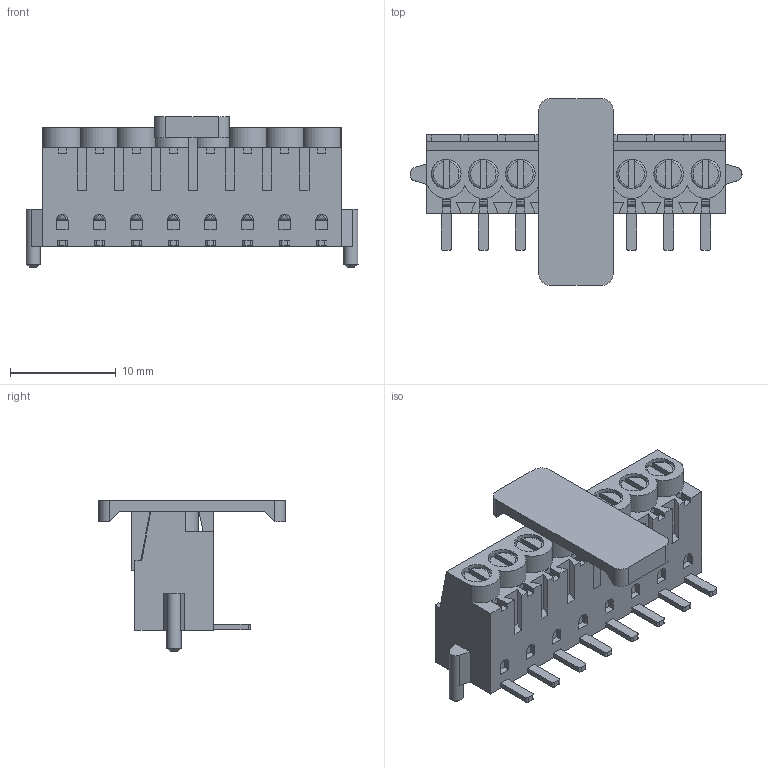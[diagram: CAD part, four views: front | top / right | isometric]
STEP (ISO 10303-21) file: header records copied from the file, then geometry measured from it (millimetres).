
FILE_DESCRIPTION(/* description */ ('Unknown'),/* implementation_level */ '2;1');
FILE_NAME(/* name */ '691508110308',/* time_stamp */ '2016-02-24T16:41:13+01:00',/* author */ ('Unknown'),/* organization */ ('Unknown'),/* preprocessor_version */ 'ST-DEVELOPER v16',/* originating_system */ 'DEX',/* authorisation */ $);
FILE_SCHEMA (('AUTOMOTIVE_DESIGN {1 0 10303 214 3 1 1}'));
Length unit declared in the file: millimetre
Products named in the file (6): 6915081103xx; 691508110008; 6915081100xx_CAGE; 6915081100xx_PIN; 6915081100xx_VIS; CAP Pair
Assembly tree (26 placements, depth 2):
  6915081103xx
    691508110008
    6915081100xx_CAGE  x8
    6915081100xx_PIN  x8
    6915081100xx_VIS  x8
    CAP Pair
Bounding box: 31.35 x 17.6 x 14.25 mm (x, y, z)
Volume: 1569.5 mm3; surface area: 4846.9 mm2
Topology: 26 solids, 26 shells, 1002 faces, 2710 edges, 1770 vertices
Faces by surface type: plane 746, cylinder 222, torus 24, cone 10
Full cylindrical faces by diameter (mm): 1.35 x2, 1.65 x8, 1.9 x8, 2 x8, 2.8 x16
Entity records: 18045 total; most frequent: CARTESIAN_POINT 3266, ORIENTED_EDGE 3094, DIRECTION 2832, EDGE_CURVE 1547, LINE 1416, VECTOR 1416, VERTEX_POINT 1017, AXIS2_PLACEMENT_3D 708
